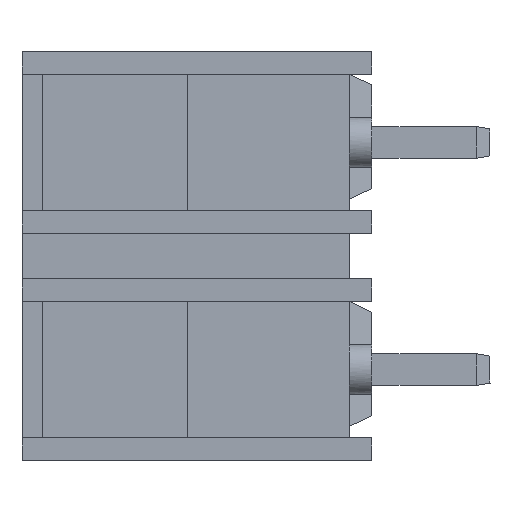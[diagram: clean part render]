
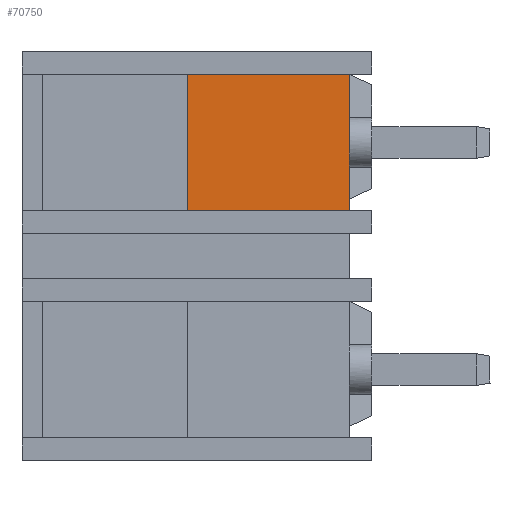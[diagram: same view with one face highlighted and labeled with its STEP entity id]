
A CAD part, left-side view. The second image highlights one B-rep face of the part: STEP entity #70750.
In plain terms, the highlighted face is planar.
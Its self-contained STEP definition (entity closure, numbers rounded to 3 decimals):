
#4030=CARTESIAN_POINT('',(-21.878,-41.83,0.));
#4040=DIRECTION('',(0.,0.,1.));
#4050=VECTOR('',#4040,1.);
#4060=LINE('',#4030,#4050);
#4070=CARTESIAN_POINT('',(-21.878,-41.83,
0.654));
#4080=VERTEX_POINT('',#4070);
#4090=CARTESIAN_POINT('',(-21.878,-41.83,
1.625));
#4100=VERTEX_POINT('',#4090);
#4110=EDGE_CURVE('',#4080,#4100,#4060,.T.);
#6660=CARTESIAN_POINT('',(-21.878,-41.83,
-1.375));
#6670=VERTEX_POINT('',#6660);
#6700=CARTESIAN_POINT('',(-21.878,-41.83,0.));
#6710=DIRECTION('',(0.,0.,1.));
#6720=VECTOR('',#6710,1.);
#6730=LINE('',#6700,#6720);
#6740=CARTESIAN_POINT('',(-21.878,-41.83,
-0.404));
#6750=VERTEX_POINT('',#6740);
#6760=EDGE_CURVE('',#6670,#6750,#6730,.T.);
#8150=CARTESIAN_POINT('',(-23.092,-45.166,0.));
#8160=DIRECTION('',(0.,0.,1.));
#8170=VECTOR('',#8160,1.);
#8180=LINE('',#8150,#8170);
#8190=CARTESIAN_POINT('',(-23.092,-45.166,
-1.375));
#8200=VERTEX_POINT('',#8190);
#8210=CARTESIAN_POINT('',(-23.092,-45.166,
1.625));
#8220=VERTEX_POINT('',#8210);
#8230=EDGE_CURVE('',#8200,#8220,#8180,.T.);
#26630=CARTESIAN_POINT('',(-20.818,-38.917,
-0.225));
#26640=DIRECTION('',(-0.94,0.342,
0.));
#26650=DIRECTION('',(-0.342,-0.94,
0.));
#26660=AXIS2_PLACEMENT_3D('',#26630,#26640,#26650);
#26670=PLANE('',#26660);
#37480=CARTESIAN_POINT('',(-6.653,0.,1.625));
#37490=DIRECTION('',(-0.342,-0.94,
0.));
#37500=VECTOR('',#37490,1.);
#37510=LINE('',#37480,#37500);
#37520=EDGE_CURVE('',#4100,#8220,#37510,.T.);
#61580=CARTESIAN_POINT('',(-21.878,-41.83,0.));
#61590=DIRECTION('',(0.,0.,-1.));
#61600=VECTOR('',#61590,1.);
#61610=LINE('',#61580,#61600);
#61620=EDGE_CURVE('',#4080,#6750,#61610,.T.);
#70620=ORIENTED_EDGE('',*,*,#61620,.F.);
#70630=ORIENTED_EDGE('',*,*,#6760,.T.);
#70640=CARTESIAN_POINT('',(-6.653,0.,-1.375));
#70650=DIRECTION('',(-0.342,-0.94,
0.));
#70660=VECTOR('',#70650,1.);
#70670=LINE('',#70640,#70660);
#70680=EDGE_CURVE('',#6670,#8200,#70670,.T.);
#70690=ORIENTED_EDGE('',*,*,#70680,.F.);
#70700=ORIENTED_EDGE('',*,*,#8230,.F.);
#70710=ORIENTED_EDGE('',*,*,#37520,.T.);
#70720=ORIENTED_EDGE('',*,*,#4110,.T.);
#70730=EDGE_LOOP('',(#70720,#70710,#70700,#70690,#70630,#70620));
#70740=FACE_OUTER_BOUND('',#70730,.T.);
#70750=ADVANCED_FACE('',(#70740),#26670,.F.);
